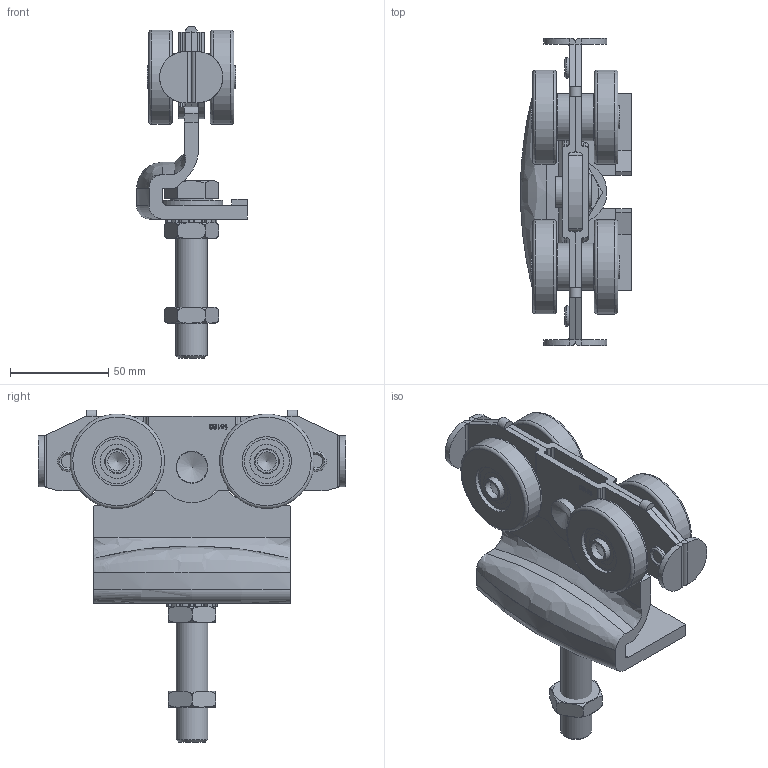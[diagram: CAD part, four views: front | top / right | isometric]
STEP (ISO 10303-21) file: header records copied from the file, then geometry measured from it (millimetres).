
FILE_DESCRIPTION(/* description */ (''),/* implementation_level */ '2;1');
FILE_NAME(/* name */ '9252N.stp',/* time_stamp */ '2024-10-03T11:32:39+02:00',/* author */ ('DOMINIQUE'),/* organization */ (''),/* preprocessor_version */ 'ST-DEVELOPER v18.1',/* originating_system */ 'Autodesk Inventor 2021',/* authorisation */ '');
FILE_SCHEMA (('AUTOMOTIVE_DESIGN { 1 0 10303 214 3 1 1 }'));
Length unit declared in the file: millimetre
Products named in the file (15): 9252N; 15180; 15709; 15210; 15745; GALB48N; 17129; 09118; DIN 625 T1 - 6001 - 12 x 28 x 8; 09118-JOUE; 16062; 16068; 09045; 06016; 04552
Assembly tree (23 placements, depth 4):
  9252N
    15180
    15709
    15210
    15745
    GALB48N  x4
      17129
      09118
        DIN 625 T1 - 6001 - 12 x 28 x 8
        09118-JOUE  x2
    16062  x2
    16068  x4
    09045
    06016  x2
    04552
Bounding box: 56.35 x 156 x 168.55 mm (x, y, z)
Volume: 235488 mm3; surface area: 116490.1 mm2
Topology: 62 solids, 62 shells, 738 faces, 1850 edges, 1215 vertices
Faces by surface type: plane 344, cylinder 220, torus 88, bspline 44, sphere 28, cone 14
Full cylindrical faces by diameter (mm): 1.342 x1, 1.458 x1, 5.2 x4, 9.5 x4, 10.4 x2, 11.8 x4, 12 x4, 12.2 x4, 13.835 x2, 15.8 x1, 16 x1, 16.2 x2, 16.3 x2, 17 x1, 17.216 x16, 18 x5, 22 x1, 22.784 x16, 24 x4, 25 x8, 28 x8, 32 x1, 48 x4
Entity records: 17459 total; most frequent: CARTESIAN_POINT 3998, ORIENTED_EDGE 2692, DIRECTION 2649, EDGE_CURVE 1346, AXIS2_PLACEMENT_3D 926, VERTEX_POINT 911, LINE 797, VECTOR 797
